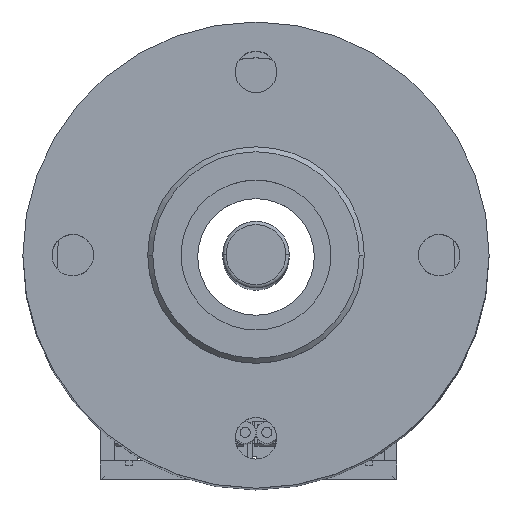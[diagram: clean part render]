
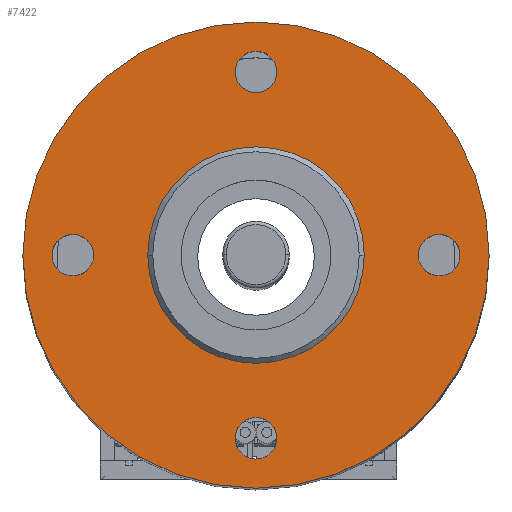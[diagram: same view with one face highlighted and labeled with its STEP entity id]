
A CAD part, top view. The second image highlights one B-rep face of the part: STEP entity #7422.
In plain terms, the highlighted planar face has unit normal (0, 0, 1).
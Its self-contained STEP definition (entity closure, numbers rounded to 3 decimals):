
#38 = CARTESIAN_POINT ( 'NONE',  ( 0., -11., 9. ) ) ;
#109 = EDGE_CURVE ( 'NONE', #9448, #1137, #4401, .T. ) ;
#138 = FACE_OUTER_BOUND ( 'NONE', #9459, .T. ) ;
#405 = EDGE_CURVE ( 'NONE', #18062, #9671, #10437, .T. ) ;
#567 = FACE_BOUND ( 'NONE', #5650, .T. ) ;
#620 = CARTESIAN_POINT ( 'NONE',  ( -1.25, 11., 9. ) ) ;
#768 = DIRECTION ( 'NONE',  ( 0., 0., 1. ) ) ;
#1135 = EDGE_CURVE ( 'NONE', #9671, #18062, #10719, .T. ) ;
#1137 = VERTEX_POINT ( 'NONE', #17578 ) ;
#1139 = DIRECTION ( 'NONE',  ( 1., 0., 0. ) ) ;
#1207 = EDGE_CURVE ( 'NONE', #1137, #9448, #2237, .T. ) ;
#1464 = DIRECTION ( 'NONE',  ( 1., 0., 0. ) ) ;
#1497 = CARTESIAN_POINT ( 'NONE',  ( 0., 0., 9. ) ) ;
#1655 = EDGE_CURVE ( 'NONE', #2517, #2326, #13597, .T. ) ;
#1776 = EDGE_CURVE ( 'NONE', #9140, #18203, #15107, .T. ) ;
#1799 = ORIENTED_EDGE ( 'NONE', *, *, #1655, .F. ) ;
#2006 = CARTESIAN_POINT ( 'NONE',  ( 0., 11., 9. ) ) ;
#2027 = DIRECTION ( 'NONE',  ( 1., 0., 0. ) ) ;
#2237 = CIRCLE ( 'NONE', #17690, 1.25 ) ;
#2326 = VERTEX_POINT ( 'NONE', #15870 ) ;
#2406 = ORIENTED_EDGE ( 'NONE', *, *, #1135, .F. ) ;
#2426 = CIRCLE ( 'NONE', #5131, 14. ) ;
#2517 = VERTEX_POINT ( 'NONE', #13725 ) ;
#2541 = DIRECTION ( 'NONE',  ( 0., 0., 1. ) ) ;
#2744 = VERTEX_POINT ( 'NONE', #16958 ) ;
#2865 = CARTESIAN_POINT ( 'NONE',  ( 14., 0., 9. ) ) ;
#2919 = DIRECTION ( 'NONE',  ( 1., 0., 0. ) ) ;
#2979 = DIRECTION ( 'NONE',  ( 0., 0., 1. ) ) ;
#3428 = DIRECTION ( 'NONE',  ( 1., 0., 0. ) ) ;
#3439 = CARTESIAN_POINT ( 'NONE',  ( 12.25, 0., 9. ) ) ;
#3578 = EDGE_LOOP ( 'NONE', ( #15415, #7276 ) ) ;
#3875 = FACE_BOUND ( 'NONE', #4933, .T. ) ;
#4316 = FACE_BOUND ( 'NONE', #3578, .T. ) ;
#4401 = CIRCLE ( 'NONE', #14973, 1.25 ) ;
#4498 = DIRECTION ( 'NONE',  ( 0., 0., 1. ) ) ;
#4564 = ORIENTED_EDGE ( 'NONE', *, *, #4577, .T. ) ;
#4577 = EDGE_CURVE ( 'NONE', #14961, #6212, #2426, .T. ) ;
#4650 = AXIS2_PLACEMENT_3D ( 'NONE', #16320, #7832, #17731 ) ;
#4757 = CIRCLE ( 'NONE', #14697, 1.25 ) ;
#4933 = EDGE_LOOP ( 'NONE', ( #1799, #10814 ) ) ;
#5131 = AXIS2_PLACEMENT_3D ( 'NONE', #1497, #11490, #2919 ) ;
#5221 = AXIS2_PLACEMENT_3D ( 'NONE', #38, #9986, #1464 ) ;
#5650 = EDGE_LOOP ( 'NONE', ( #9077, #2406 ) ) ;
#6212 = VERTEX_POINT ( 'NONE', #6848 ) ;
#6237 = CARTESIAN_POINT ( 'NONE',  ( 0., -11., 9. ) ) ;
#6445 = EDGE_LOOP ( 'NONE', ( #14377, #13887 ) ) ;
#6690 = AXIS2_PLACEMENT_3D ( 'NONE', #13048, #4498, #14469 ) ;
#6848 = CARTESIAN_POINT ( 'NONE',  ( -14., 0., 9. ) ) ;
#6891 = ORIENTED_EDGE ( 'NONE', *, *, #11733, .F. ) ;
#7276 = ORIENTED_EDGE ( 'NONE', *, *, #11282, .F. ) ;
#7324 = AXIS2_PLACEMENT_3D ( 'NONE', #7487, #17409, #8919 ) ;
#7422 = ADVANCED_FACE ( 'NONE', ( #15233, #4316, #7677, #567, #3875, #138 ), #9108, .T. ) ;
#7467 = CARTESIAN_POINT ( 'NONE',  ( 1.25, 11., 9. ) ) ;
#7487 = CARTESIAN_POINT ( 'NONE',  ( 11., 0., 9. ) ) ;
#7677 = FACE_BOUND ( 'NONE', #6445, .T. ) ;
#7695 = DIRECTION ( 'NONE',  ( 1., 0., 0. ) ) ;
#7832 = DIRECTION ( 'NONE',  ( 0., 0., 1. ) ) ;
#8061 = CARTESIAN_POINT ( 'NONE',  ( 11., 0., 9. ) ) ;
#8164 = CIRCLE ( 'NONE', #16600, 1.25 ) ;
#8560 = CIRCLE ( 'NONE', #7324, 1.25 ) ;
#8662 = EDGE_CURVE ( 'NONE', #2326, #2517, #15873, .T. ) ;
#8919 = DIRECTION ( 'NONE',  ( 1., 0., 0. ) ) ;
#9077 = ORIENTED_EDGE ( 'NONE', *, *, #405, .F. ) ;
#9108 = PLANE ( 'NONE',  #14788 ) ;
#9140 = VERTEX_POINT ( 'NONE', #13666 ) ;
#9278 = CARTESIAN_POINT ( 'NONE',  ( -11., 0., 9. ) ) ;
#9448 = VERTEX_POINT ( 'NONE', #17147 ) ;
#9459 = EDGE_LOOP ( 'NONE', ( #14492, #4564 ) ) ;
#9495 = DIRECTION ( 'NONE',  ( 1., 0., 0. ) ) ;
#9671 = VERTEX_POINT ( 'NONE', #620 ) ;
#9685 = DIRECTION ( 'NONE',  ( 0., 0., 1. ) ) ;
#9711 = EDGE_CURVE ( 'NONE', #6212, #14961, #12295, .T. ) ;
#9986 = DIRECTION ( 'NONE',  ( 0., 0., 1. ) ) ;
#10309 = VERTEX_POINT ( 'NONE', #3439 ) ;
#10437 = CIRCLE ( 'NONE', #13711, 1.25 ) ;
#10575 = DIRECTION ( 'NONE',  ( 0., 0., 1. ) ) ;
#10631 = CARTESIAN_POINT ( 'NONE',  ( -1.25, -11., 9. ) ) ;
#10719 = CIRCLE ( 'NONE', #13958, 1.25 ) ;
#10728 = DIRECTION ( 'NONE',  ( 1., 0., 0. ) ) ;
#10814 = ORIENTED_EDGE ( 'NONE', *, *, #8662, .F. ) ;
#11077 = CARTESIAN_POINT ( 'NONE',  ( -11., 0., 9. ) ) ;
#11282 = EDGE_CURVE ( 'NONE', #18203, #9140, #4757, .T. ) ;
#11490 = DIRECTION ( 'NONE',  ( 0., 0., 1. ) ) ;
#11533 = CARTESIAN_POINT ( 'NONE',  ( 0., 11., 9. ) ) ;
#11733 = EDGE_CURVE ( 'NONE', #10309, #2744, #8560, .T. ) ;
#11973 = DIRECTION ( 'NONE',  ( 0., 0., 1. ) ) ;
#12054 = EDGE_LOOP ( 'NONE', ( #6891, #16182 ) ) ;
#12295 = CIRCLE ( 'NONE', #4650, 14. ) ;
#12490 = DIRECTION ( 'NONE',  ( 1., 0., 0. ) ) ;
#12931 = DIRECTION ( 'NONE',  ( 1., 0., 0. ) ) ;
#13048 = CARTESIAN_POINT ( 'NONE',  ( 0., 0., 9. ) ) ;
#13241 = AXIS2_PLACEMENT_3D ( 'NONE', #18135, #9685, #1139 ) ;
#13597 = CIRCLE ( 'NONE', #13241, 6.5 ) ;
#13666 = CARTESIAN_POINT ( 'NONE',  ( 1.25, -11., 9. ) ) ;
#13711 = AXIS2_PLACEMENT_3D ( 'NONE', #11533, #2979, #12931 ) ;
#13725 = CARTESIAN_POINT ( 'NONE',  ( 6.5, 0., 9. ) ) ;
#13887 = ORIENTED_EDGE ( 'NONE', *, *, #109, .F. ) ;
#13958 = AXIS2_PLACEMENT_3D ( 'NONE', #2006, #11973, #3428 ) ;
#14377 = ORIENTED_EDGE ( 'NONE', *, *, #1207, .F. ) ;
#14469 = DIRECTION ( 'NONE',  ( 1., 0., 0. ) ) ;
#14492 = ORIENTED_EDGE ( 'NONE', *, *, #9711, .T. ) ;
#14697 = AXIS2_PLACEMENT_3D ( 'NONE', #6237, #16164, #7695 ) ;
#14788 = AXIS2_PLACEMENT_3D ( 'NONE', #16162, #10575, #2027 ) ;
#14961 = VERTEX_POINT ( 'NONE', #2865 ) ;
#14973 = AXIS2_PLACEMENT_3D ( 'NONE', #11077, #2541, #12490 ) ;
#15107 = CIRCLE ( 'NONE', #5221, 1.25 ) ;
#15233 = FACE_BOUND ( 'NONE', #12054, .T. ) ;
#15415 = ORIENTED_EDGE ( 'NONE', *, *, #1776, .F. ) ;
#15870 = CARTESIAN_POINT ( 'NONE',  ( -6.5, 0., 9. ) ) ;
#15873 = CIRCLE ( 'NONE', #6690, 6.5 ) ;
#16083 = EDGE_CURVE ( 'NONE', #2744, #10309, #8164, .T. ) ;
#16162 = CARTESIAN_POINT ( 'NONE',  ( 0., 0., 9. ) ) ;
#16164 = DIRECTION ( 'NONE',  ( 0., 0., 1. ) ) ;
#16182 = ORIENTED_EDGE ( 'NONE', *, *, #16083, .F. ) ;
#16320 = CARTESIAN_POINT ( 'NONE',  ( 0., 0., 9. ) ) ;
#16600 = AXIS2_PLACEMENT_3D ( 'NONE', #8061, #17960, #9495 ) ;
#16958 = CARTESIAN_POINT ( 'NONE',  ( 9.75, 0., 9. ) ) ;
#17147 = CARTESIAN_POINT ( 'NONE',  ( -12.25, 0., 9. ) ) ;
#17409 = DIRECTION ( 'NONE',  ( 0., 0., 1. ) ) ;
#17578 = CARTESIAN_POINT ( 'NONE',  ( -9.75, 0., 9. ) ) ;
#17690 = AXIS2_PLACEMENT_3D ( 'NONE', #9278, #768, #10728 ) ;
#17731 = DIRECTION ( 'NONE',  ( 1., 0., 0. ) ) ;
#17960 = DIRECTION ( 'NONE',  ( 0., 0., 1. ) ) ;
#18062 = VERTEX_POINT ( 'NONE', #7467 ) ;
#18135 = CARTESIAN_POINT ( 'NONE',  ( 0., 0., 9. ) ) ;
#18203 = VERTEX_POINT ( 'NONE', #10631 ) ;
